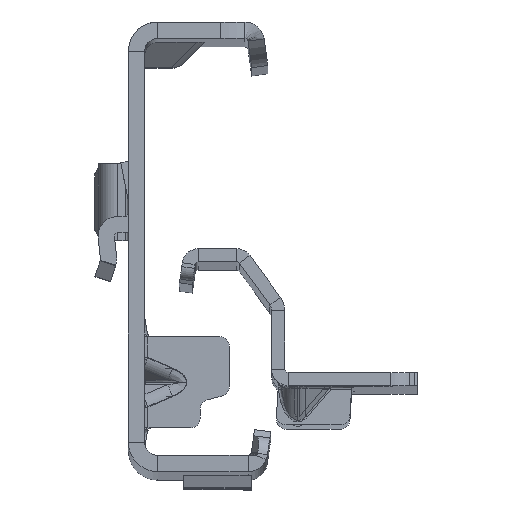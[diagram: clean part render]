
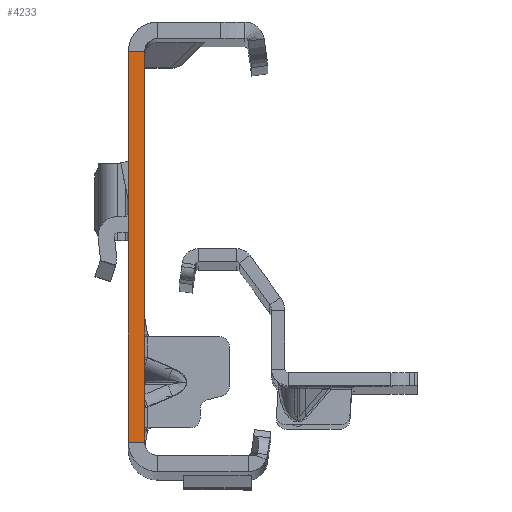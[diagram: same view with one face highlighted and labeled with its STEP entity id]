
A CAD part, top view. The second image highlights one B-rep face of the part: STEP entity #4233.
In plain terms, the highlighted planar face has unit normal (0, 0, 1).
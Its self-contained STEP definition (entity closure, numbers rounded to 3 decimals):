
#647 = VECTOR ( 'NONE', #15244, 1000. ) ;
#920 = EDGE_CURVE ( 'NONE', #16331, #14591, #14667, .T. ) ;
#1628 = CARTESIAN_POINT ( 'NONE',  ( -2.5, 30., 0. ) ) ;
#1801 = VERTEX_POINT ( 'NONE', #2648 ) ;
#1873 = ORIENTED_EDGE ( 'NONE', *, *, #13760, .T. ) ;
#1963 = CARTESIAN_POINT ( 'NONE',  ( -2.5, -30., 0. ) ) ;
#2152 = CARTESIAN_POINT ( 'NONE',  ( 0., -32., 0. ) ) ;
#2175 = CARTESIAN_POINT ( 'NONE',  ( 0., -30., 0. ) ) ;
#2648 = CARTESIAN_POINT ( 'NONE',  ( 0., 30., 0. ) ) ;
#2757 = EDGE_LOOP ( 'NONE', ( #5368, #2932, #1873, #7172 ) ) ;
#2932 = ORIENTED_EDGE ( 'NONE', *, *, #10624, .T. ) ;
#4233 = ADVANCED_FACE ( 'NONE', ( #17742 ), #15022, .T. ) ;
#5182 = CARTESIAN_POINT ( 'NONE',  ( 0., -30., 0. ) ) ;
#5347 = DIRECTION ( 'NONE',  ( 1., 0., 0. ) ) ;
#5368 = ORIENTED_EDGE ( 'NONE', *, *, #12211, .F. ) ;
#5492 = CARTESIAN_POINT ( 'NONE',  ( -2.5, -32., 0. ) ) ;
#5571 = DIRECTION ( 'NONE',  ( -1., 0., 0. ) ) ;
#6356 = DIRECTION ( 'NONE',  ( 0., -1., 0. ) ) ;
#7172 = ORIENTED_EDGE ( 'NONE', *, *, #920, .F. ) ;
#8452 = VERTEX_POINT ( 'NONE', #1628 ) ;
#10624 = EDGE_CURVE ( 'NONE', #1801, #8452, #12600, .T. ) ;
#11326 = LINE ( 'NONE', #5492, #647 ) ;
#12211 = EDGE_CURVE ( 'NONE', #1801, #16331, #16004, .T. ) ;
#12516 = CARTESIAN_POINT ( 'NONE',  ( 0., 30., 0. ) ) ;
#12572 = VECTOR ( 'NONE', #13314, 1000. ) ;
#12600 = LINE ( 'NONE', #12516, #17328 ) ;
#12681 = AXIS2_PLACEMENT_3D ( 'NONE', #13657, #17821, #5347 ) ;
#13314 = DIRECTION ( 'NONE',  ( -1., 0., 0. ) ) ;
#13657 = CARTESIAN_POINT ( 'NONE',  ( -2.5, -32., 0. ) ) ;
#13760 = EDGE_CURVE ( 'NONE', #8452, #14591, #11326, .T. ) ;
#14591 = VERTEX_POINT ( 'NONE', #1963 ) ;
#14667 = LINE ( 'NONE', #2175, #12572 ) ;
#15022 = PLANE ( 'NONE',  #12681 ) ;
#15244 = DIRECTION ( 'NONE',  ( 0., -1., 0. ) ) ;
#15977 = VECTOR ( 'NONE', #6356, 1000. ) ;
#16004 = LINE ( 'NONE', #2152, #15977 ) ;
#16331 = VERTEX_POINT ( 'NONE', #5182 ) ;
#17328 = VECTOR ( 'NONE', #5571, 1000. ) ;
#17742 = FACE_OUTER_BOUND ( 'NONE', #2757, .T. ) ;
#17821 = DIRECTION ( 'NONE',  ( 0., 0., 1. ) ) ;
